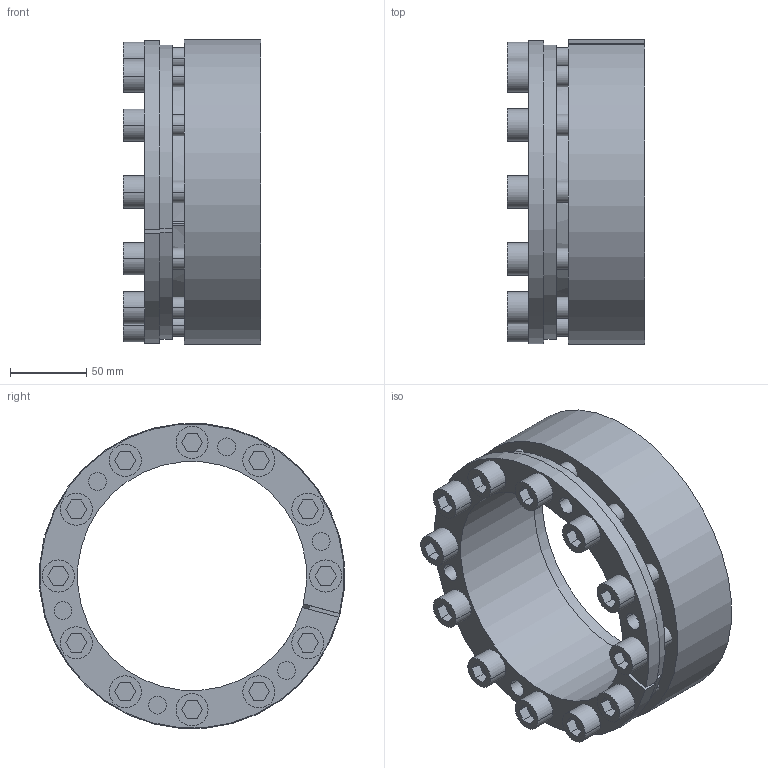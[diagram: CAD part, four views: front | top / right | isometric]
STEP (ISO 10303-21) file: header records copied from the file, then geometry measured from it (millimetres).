
FILE_DESCRIPTION((''),'2;1');
FILE_NAME('082005150200_INT_ASM','2006-02-22T',('Rathmann'),(''),'PRO/ENGINEER BY PARAMETRIC TECHNOLOGY CORPORATION, 2005180','PRO/ENGINEER BY PARAMETRIC TECHNOLOGY CORPORATION, 2005180','');
FILE_SCHEMA(('AUTOMOTIVE_DESIGN_CC2 { 1 2 10303 214 -1 1 5 2 }'));
Length unit declared in the file: millimetre
Products named in the file (4): 082005150200I_INT; 082005150200A_INT; DIN912-M14X45_INT; 082005150200_INT_ASM
Assembly tree (14 placements, depth 2):
  082005150200_INT_ASM
    082005150200I_INT
    082005150200A_INT
    DIN912-M14X45_INT  x12
Bounding box: 90 x 199.35 x 199.35 mm (x, y, z)
Volume: 942564.5 mm3; surface area: 250826.2 mm2
Topology: 14 solids, 14 shells, 268 faces, 669 edges, 498 vertices
Faces by surface type: plane 130, cylinder 112, cone 26
Entity records: 3623 total; most frequent: DIRECTION 658, CARTESIAN_POINT 588, ORIENTED_EDGE 500, AXIS2_PLACEMENT_3D 260, EDGE_CURVE 250, VERTEX_POINT 166, EDGE_LOOP 154, CIRCLE 142
